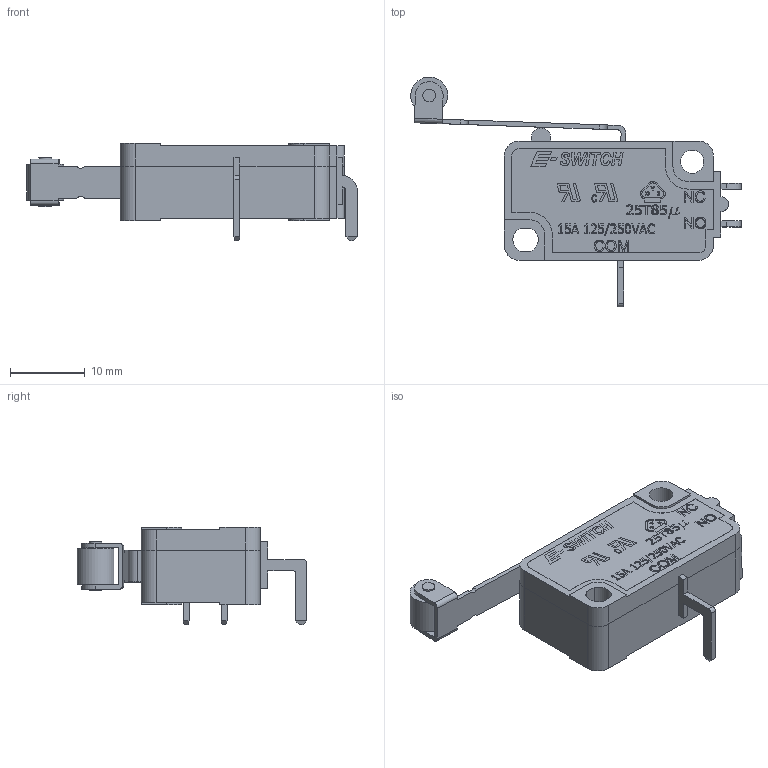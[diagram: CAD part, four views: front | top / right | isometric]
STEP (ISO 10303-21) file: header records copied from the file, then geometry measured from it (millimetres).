
FILE_DESCRIPTION(/* description */ (''),/* implementation_level */ '2;1');
FILE_NAME(/* name */ 'LS0851506FxxxV1A.stp',/* time_stamp */ '2023-09-07T10:04:34-05:00',/* author */ ('mwilliams'),/* organization */ (''),/* preprocessor_version */ 'ST-DEVELOPER v18.1',/* originating_system */ 'Autodesk Inventor 2022',/* authorisation */ '');
FILE_SCHEMA (('AUTOMOTIVE_DESIGN { 1 0 10303 214 3 1 1 }'));
Length unit declared in the file: inch
Products named in the file (1): Q950121_Simplify_1
Bounding box: 44.06 x 30.64 x 12.95 mm (x, y, z)
Volume: 4461 mm3; surface area: 2772.3 mm2
Topology: 1 solids, 1 shells, 809 faces, 2211 edges, 1461 vertices
Faces by surface type: plane 530, bspline 207, cylinder 72
Full cylindrical faces by diameter (mm): 1.4 x2, 1.7 x2, 3.1 x2, 4.92 x1
Entity records: 27863 total; most frequent: CARTESIAN_POINT 8606, ORIENTED_EDGE 4422, DIRECTION 3139, EDGE_CURVE 2211, LINE 1661, VECTOR 1661, VERTEX_POINT 1461, EDGE_LOOP 874
